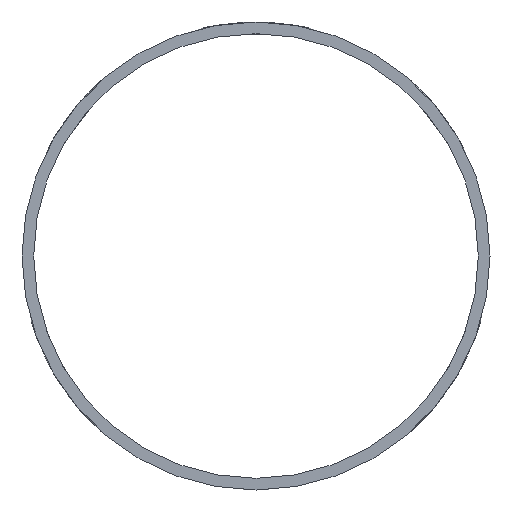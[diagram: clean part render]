
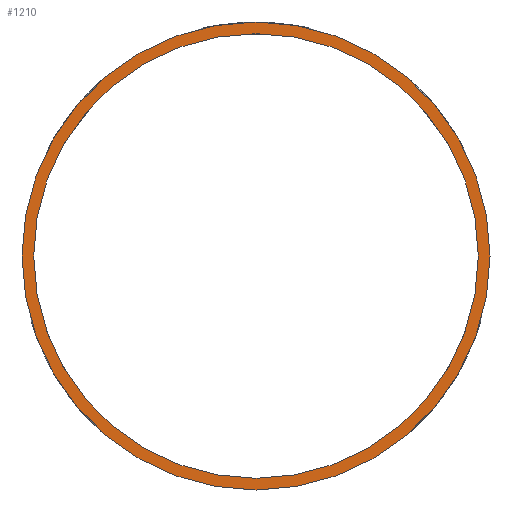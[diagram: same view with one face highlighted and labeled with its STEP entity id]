
A CAD part, front view. The second image highlights one B-rep face of the part: STEP entity #1210.
In plain terms, the highlighted planar face has unit normal (0, -1, 0).
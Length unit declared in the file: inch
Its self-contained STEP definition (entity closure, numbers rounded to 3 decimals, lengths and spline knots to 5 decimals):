
#56=FACE_BOUND('',#231,.T.);
#70=PLANE('',#1332);
#139=FACE_OUTER_BOUND('',#230,.T.);
#230=EDGE_LOOP('',(#1141,#1142));
#231=EDGE_LOOP('',(#1143));
#279=CIRCLE('',#1325,2.375);
#282=CIRCLE('',#1329,2.5);
#283=CIRCLE('',#1330,2.5);
#599=VERTEX_POINT('',#3120);
#602=VERTEX_POINT('',#3128);
#603=VERTEX_POINT('',#3130);
#778=EDGE_CURVE('',#599,#599,#279,.T.);
#782=EDGE_CURVE('',#602,#603,#282,.T.);
#783=EDGE_CURVE('',#603,#602,#283,.T.);
#1141=ORIENTED_EDGE('',*,*,#783,.F.);
#1142=ORIENTED_EDGE('',*,*,#782,.F.);
#1143=ORIENTED_EDGE('',*,*,#778,.F.);
#1210=ADVANCED_FACE('',(#139,#56),#70,.F.);
#1325=AXIS2_PLACEMENT_3D('',#3122,#1582,#1583);
#1329=AXIS2_PLACEMENT_3D('',#3131,#1591,#1592);
#1330=AXIS2_PLACEMENT_3D('',#3132,#1593,#1594);
#1332=AXIS2_PLACEMENT_3D('',#3134,#1597,#1598);
#1582=DIRECTION('center_axis',(0.,-1.,0.));
#1583=DIRECTION('ref_axis',(1.,0.,0.));
#1591=DIRECTION('center_axis',(0.,1.,0.));
#1592=DIRECTION('ref_axis',(-1.,0.,0.));
#1593=DIRECTION('center_axis',(0.,1.,0.));
#1594=DIRECTION('ref_axis',(-1.,0.,0.));
#1597=DIRECTION('center_axis',(0.,1.,0.));
#1598=DIRECTION('ref_axis',(0.,0.,1.));
#3120=CARTESIAN_POINT('',(-3.52301,0.,1.3006));
#3122=CARTESIAN_POINT('Origin',(-1.14801,0.,1.3006));
#3128=CARTESIAN_POINT('',(1.35199,0.,1.3006));
#3130=CARTESIAN_POINT('',(-3.64801,0.,1.3006));
#3131=CARTESIAN_POINT('Origin',(-1.14801,0.,1.3006));
#3132=CARTESIAN_POINT('Origin',(-1.14801,0.,1.3006));
#3134=CARTESIAN_POINT('Origin',(-1.14801,0.,1.3006));
